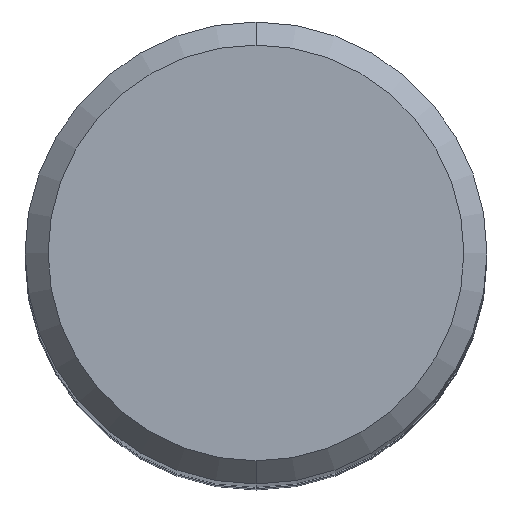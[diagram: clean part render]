
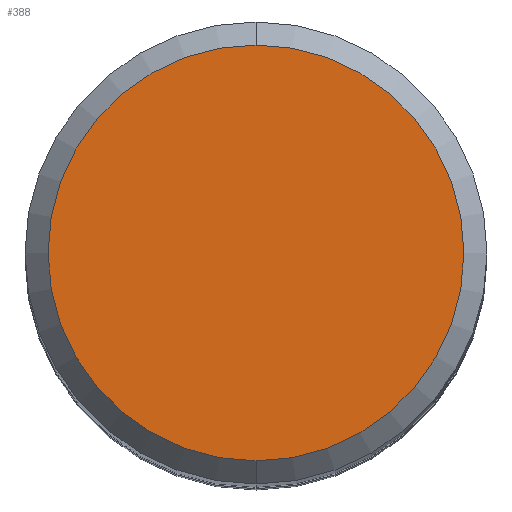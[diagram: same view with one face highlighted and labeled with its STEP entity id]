
A CAD part, top view. The second image highlights one B-rep face of the part: STEP entity #388.
In plain terms, the highlighted planar face has unit normal (0, 0, 1).
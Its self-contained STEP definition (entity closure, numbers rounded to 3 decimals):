
#218=VERTEX_POINT('',#579);
#256=VERTEX_POINT('',#619);
#388=ADVANCED_FACE('',(#767),#768,.T.);
#390=EDGE_CURVE('',#256,#218,#770,.T.);
#460=EDGE_CURVE('',#218,#256,#847,.T.);
#579=CARTESIAN_POINT('',(0.,-4.5,40.0));
#619=CARTESIAN_POINT('',(0.0,4.5,40.0));
#767=FACE_OUTER_BOUND('',#1334,.T.);
#768=PLANE('',#1335);
#770=CIRCLE('',#1338,4.5);
#847=CIRCLE('',#1467,4.5);
#1334=EDGE_LOOP('',(#1936,#1937));
#1335=AXIS2_PLACEMENT_3D('',#1938,#1939,#1940);
#1338=AXIS2_PLACEMENT_3D('',#1941,#1942,#1943);
#1467=AXIS2_PLACEMENT_3D('',#2026,#2027,#2028);
#1936=ORIENTED_EDGE('',*,*,#390,.F.);
#1937=ORIENTED_EDGE('',*,*,#460,.F.);
#1938=CARTESIAN_POINT('',(0.0,2.25,40.0));
#1939=DIRECTION('',(0.0,0.0,1.0));
#1940=DIRECTION('',(0.0,-1.0,0.0));
#1941=CARTESIAN_POINT('',(0.0,0.0,40.0));
#1942=DIRECTION('',(0.0,0.0,-1.0));
#1943=DIRECTION('',(0.0,1.0,0.0));
#2026=CARTESIAN_POINT('',(0.0,0.0,40.0));
#2027=DIRECTION('',(0.0,0.0,-1.0));
#2028=DIRECTION('',(0.0,1.0,0.0));
